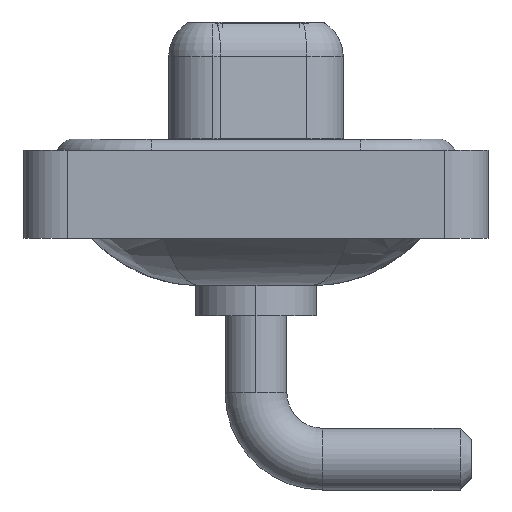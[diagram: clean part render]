
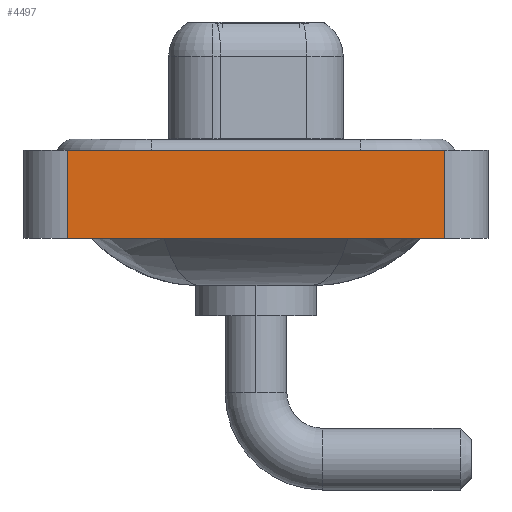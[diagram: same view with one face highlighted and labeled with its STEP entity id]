
A CAD part, left-side view. The second image highlights one B-rep face of the part: STEP entity #4497.
In plain terms, the highlighted planar face has unit normal (-1, 0, 0).
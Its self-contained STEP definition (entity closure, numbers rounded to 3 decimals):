
#47 = CARTESIAN_POINT ( 'NONE',  ( -7.35, -8.55, -3.6 ) ) ;
#305 = CARTESIAN_POINT ( 'NONE',  ( -7.35, 8.55, -3.6 ) ) ;
#427 = EDGE_CURVE ( 'NONE', #979, #12687, #5573, .T. ) ;
#979 = VERTEX_POINT ( 'NONE', #10944 ) ;
#1957 = LINE ( 'NONE', #11147, #3421 ) ;
#1970 = EDGE_CURVE ( 'NONE', #8652, #12687, #11831, .T. ) ;
#2035 = AXIS2_PLACEMENT_3D ( 'NONE', #11700, #9060, #14083 ) ;
#2515 = VECTOR ( 'NONE', #15212, 1000. ) ;
#3129 = DIRECTION ( 'NONE',  ( 0., 0., 1. ) ) ;
#3421 = VECTOR ( 'NONE', #4752, 1000. ) ;
#3485 = CARTESIAN_POINT ( 'NONE',  ( -7.35, -8.55, 0.4 ) ) ;
#3978 = FACE_OUTER_BOUND ( 'NONE', #5070, .T. ) ;
#4080 = VECTOR ( 'NONE', #10628, 1000. ) ;
#4497 = ADVANCED_FACE ( 'NONE', ( #3978 ), #5483, .T. ) ;
#4752 = DIRECTION ( 'NONE',  ( 0., -1., 0. ) ) ;
#5007 = EDGE_CURVE ( 'NONE', #11177, #979, #12963, .T. ) ;
#5070 = EDGE_LOOP ( 'NONE', ( #16203, #13517, #6689, #14140 ) ) ;
#5483 = PLANE ( 'NONE',  #2035 ) ;
#5573 = LINE ( 'NONE', #15768, #4080 ) ;
#5918 = VECTOR ( 'NONE', #3129, 1000. ) ;
#6689 = ORIENTED_EDGE ( 'NONE', *, *, #5007, .F. ) ;
#8031 = CARTESIAN_POINT ( 'NONE',  ( -7.35, -8.55, -3.6 ) ) ;
#8652 = VERTEX_POINT ( 'NONE', #47 ) ;
#9060 = DIRECTION ( 'NONE',  ( -1., 0., 0. ) ) ;
#10072 = EDGE_CURVE ( 'NONE', #11177, #8652, #1957, .T. ) ;
#10628 = DIRECTION ( 'NONE',  ( 0., -1., 0. ) ) ;
#10944 = CARTESIAN_POINT ( 'NONE',  ( -7.35, 8.55, 0.4 ) ) ;
#11147 = CARTESIAN_POINT ( 'NONE',  ( -7.35, -8.55, -3.6 ) ) ;
#11177 = VERTEX_POINT ( 'NONE', #305 ) ;
#11700 = CARTESIAN_POINT ( 'NONE',  ( -7.35, -8.55, -3.6 ) ) ;
#11738 = CARTESIAN_POINT ( 'NONE',  ( -7.35, 8.55, -3.6 ) ) ;
#11831 = LINE ( 'NONE', #8031, #5918 ) ;
#12687 = VERTEX_POINT ( 'NONE', #3485 ) ;
#12963 = LINE ( 'NONE', #11738, #2515 ) ;
#13517 = ORIENTED_EDGE ( 'NONE', *, *, #427, .F. ) ;
#14083 = DIRECTION ( 'NONE',  ( 0., 0., 1. ) ) ;
#14140 = ORIENTED_EDGE ( 'NONE', *, *, #10072, .T. ) ;
#15212 = DIRECTION ( 'NONE',  ( 0., 0., 1. ) ) ;
#15768 = CARTESIAN_POINT ( 'NONE',  ( -7.35, -8.55, 0.4 ) ) ;
#16203 = ORIENTED_EDGE ( 'NONE', *, *, #1970, .T. ) ;
